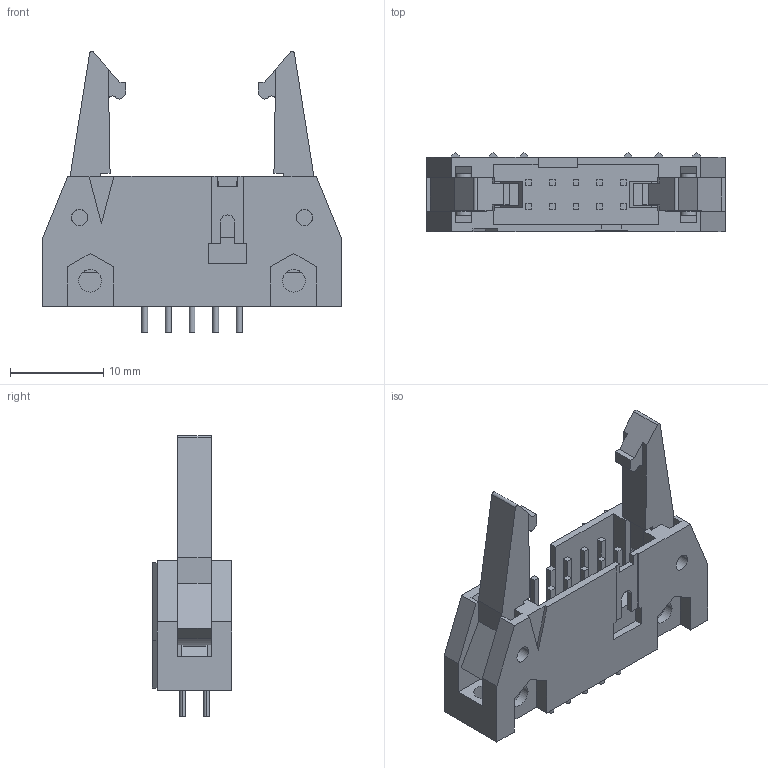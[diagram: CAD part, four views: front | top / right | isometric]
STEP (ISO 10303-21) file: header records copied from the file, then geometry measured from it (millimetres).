
FILE_DESCRIPTION((''),'2;1');
FILE_NAME('C-2-5499206-1','2019-05-29T02:02:28',('workeradm'),('TE Connectivity Ltd.'),'CREO PARAMETRIC BY PTC INC, 2018190','CREO PARAMETRIC BY PTC INC, 2018190','');
FILE_SCHEMA(('AUTOMOTIVE_DESIGN { 1 0 10303 214 1 1 1 1 }'));
Length unit declared in the file: millimetre
Products named in the file (1): C-2-5499206-1
Bounding box: 32 x 8.53 x 30.12 mm (x, y, z)
Volume: 2605.4 mm3; surface area: 3206.3 mm2
Topology: 3 solids, 3 shells, 277 faces, 727 edges, 480 vertices
Faces by surface type: plane 218, cylinder 59
Entity records: 8531 total; most frequent: CARTESIAN_POINT 1486, ORIENTED_EDGE 1454, DIRECTION 1407, EDGE_CURVE 727, VECTOR 601, LINE 601, VERTEX_POINT 480, AXIS2_PLACEMENT_3D 403
